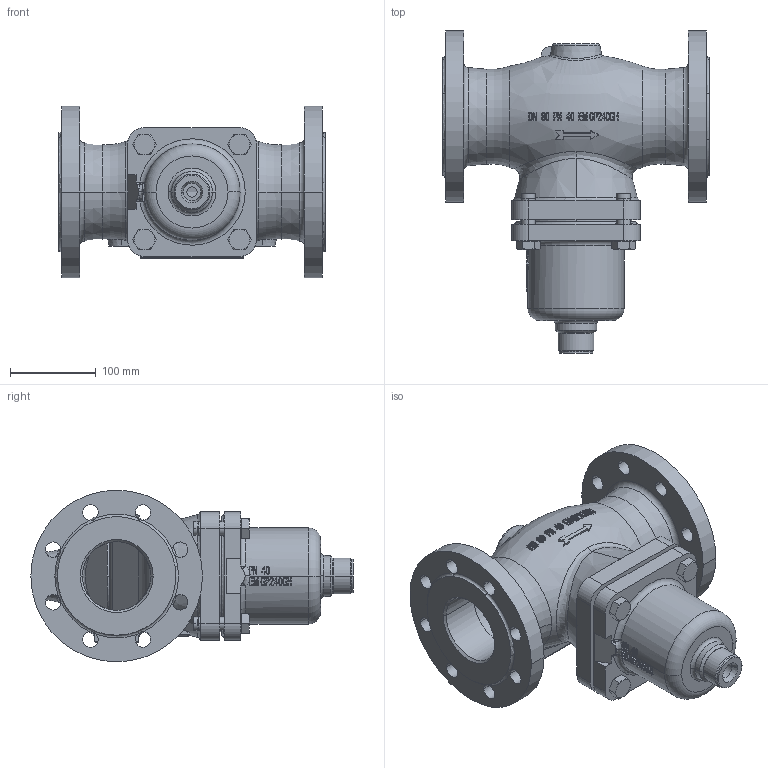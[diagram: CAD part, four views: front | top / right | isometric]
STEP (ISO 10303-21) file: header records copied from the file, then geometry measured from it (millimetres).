
FILE_DESCRIPTION((''),'2;1');
FILE_NAME('065B2418_ASM','2015-03-13T',('u317927'),('Danfoss'),'PRO/ENGINEER BY PARAMETRIC TECHNOLOGY CORPORATION, 2014000','PRO/ENGINEER BY PARAMETRIC TECHNOLOGY CORPORATION, 2014000','');
FILE_SCHEMA(('CONFIG_CONTROL_DESIGN'));
Length unit declared in the file: millimetre
Products named in the file (4): 8861408; 8861414; 5184024; 065B2418_ASM
Assembly tree (6 placements, depth 2):
  065B2418_ASM
    8861408
    8861414
    5184024  x4
Bounding box: 310 x 375.5 x 200 mm (x, y, z)
Volume: 3729803.8 mm3; surface area: 596350.2 mm2
Topology: 6 solids, 18 shells, 1320 faces, 3618 edges, 2372 vertices
Faces by surface type: plane 945, cylinder 194, bspline 78, cone 56, torus 43, sphere 4
Entity records: 43996 total; most frequent: CARTESIAN_POINT 14420, ORIENTED_EDGE 6852, DIRECTION 5148, EDGE_CURVE 3444, VERTEX_POINT 2264, AXIS2_PLACEMENT_3D 1956, B_SPLINE_CURVE_WITH_KNOTS 1429, EDGE_LOOP 1350
